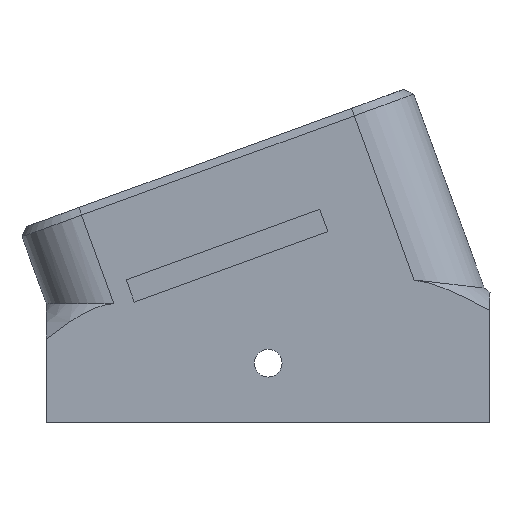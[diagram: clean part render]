
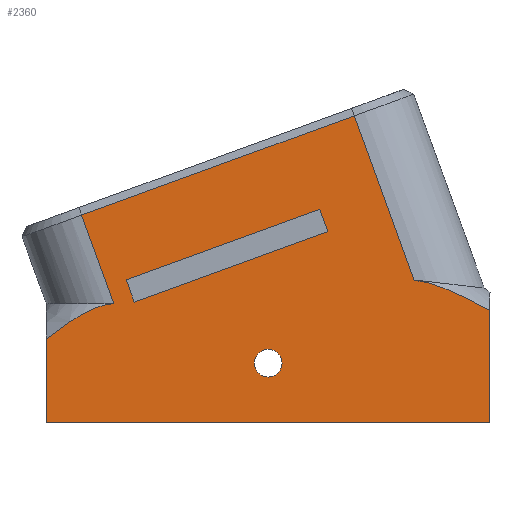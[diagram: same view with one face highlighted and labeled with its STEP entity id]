
A CAD part, left-side view. The second image highlights one B-rep face of the part: STEP entity #2360.
In plain terms, the highlighted planar face has unit normal (-1, 0, 0).
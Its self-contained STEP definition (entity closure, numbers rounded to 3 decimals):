
#1=DIRECTION('',(0.,-1.,0.));
#2=VECTOR('',#1,56.);
#3=CARTESIAN_POINT('',(-60.,28.,0.));
#4=LINE('',#3,#2);
#75=DIRECTION('',(0.,0.342,0.94));
#76=VECTOR('',#75,3.);
#77=CARTESIAN_POINT('',(-60.,-7.533,24.102));
#78=LINE('',#77,#76);
#79=DIRECTION('',(0.,0.94,-0.342));
#80=VECTOR('',#79,26.);
#81=CARTESIAN_POINT('',(-60.,-6.507,26.921));
#82=LINE('',#81,#80);
#83=DIRECTION('',(0.,-0.342,-0.94));
#84=VECTOR('',#83,3.);
#85=CARTESIAN_POINT('',(-60.,17.925,18.028));
#86=LINE('',#85,#84);
#87=DIRECTION('',(0.,-0.94,0.342));
#88=VECTOR('',#87,26.);
#89=CARTESIAN_POINT('',(-60.,16.899,15.209));
#90=LINE('',#89,#88);
#91=CARTESIAN_POINT('',(-60.,19.487,15.));
#92=CARTESIAN_POINT('',(-60.,19.697,15.));
#93=CARTESIAN_POINT('',(-60.,20.132,14.965));
#94=CARTESIAN_POINT('',(-60.,20.84,14.811));
#95=CARTESIAN_POINT('',(-60.,21.577,14.57));
#96=CARTESIAN_POINT('',(-60.,22.348,14.247));
#97=CARTESIAN_POINT('',(-60.,23.152,13.848));
#98=CARTESIAN_POINT('',(-60.,23.983,13.379));
#99=CARTESIAN_POINT('',(-60.,24.809,12.863));
#100=CARTESIAN_POINT('',(-60.,25.616,12.32));
#101=CARTESIAN_POINT('',(-60.,26.413,11.75));
#102=CARTESIAN_POINT('',(-60.,27.205,11.154));
#103=CARTESIAN_POINT('',(-60.,27.735,10.737));
#104=CARTESIAN_POINT('',(-60.,28.,10.525));
#106=DIRECTION('',(0.,-0.342,-0.94));
#107=VECTOR('',#106,11.912);
#108=CARTESIAN_POINT('',(-60.,23.561,26.193));
#109=LINE('',#108,#107);
#110=DIRECTION('',(0.,-0.94,0.342));
#111=VECTOR('',#110,36.623);
#112=CARTESIAN_POINT('',(-60.,23.561,26.193));
#113=LINE('',#112,#111);
#114=DIRECTION('',(0.,0.,1.));
#115=VECTOR('',#114,10.525);
#116=CARTESIAN_POINT('',(-60.,28.,0.));
#117=LINE('',#116,#115);
#118=CARTESIAN_POINT('',(-60.,0.,7.5));
#119=DIRECTION('',(-1.,0.,0.));
#120=DIRECTION('',(0.,-1.,0.));
#121=AXIS2_PLACEMENT_3D('',#118,#119,#120);
#123=CARTESIAN_POINT('',(-60.,0.,7.5));
#124=DIRECTION('',(-1.,0.,0.));
#125=DIRECTION('',(0.,1.,0.));
#126=AXIS2_PLACEMENT_3D('',#123,#124,#125);
#923=DIRECTION('',(0.,0.,1.));
#924=VECTOR('',#923,14.156);
#925=CARTESIAN_POINT('',(-60.,-28.,0.));
#926=LINE('',#925,#924);
#1598=CARTESIAN_POINT('',(-60.,-18.395,
18.));
#1612=DIRECTION('',(0.,-0.342,-0.94));
#1613=VECTOR('',#1612,22.049);
#1614=CARTESIAN_POINT('',(-60.,-10.854,
38.719));
#1615=LINE('',#1614,#1613);
#1631=CARTESIAN_POINT('',(-60.,-28.,14.156));
#1632=CARTESIAN_POINT('',(-60.,-27.417,14.477));
#1633=CARTESIAN_POINT('',(-60.,-26.308,
15.072));
#1634=CARTESIAN_POINT('',(-60.,-24.835,
15.813));
#1635=CARTESIAN_POINT('',(-60.,-23.487,
16.441));
#1636=CARTESIAN_POINT('',(-60.,-22.205,
16.98));
#1637=CARTESIAN_POINT('',(-60.,-20.94,
17.438));
#1638=CARTESIAN_POINT('',(-60.,-19.673,
17.797));
#1639=CARTESIAN_POINT('',(-60.,-18.822,
17.951));
#1640=CARTESIAN_POINT('',(-60.,-18.395,
18.));
#1656=CARTESIAN_POINT('',(-60.,19.487,15.));
#1827=CARTESIAN_POINT('',(-60.,28.,0.));
#1828=CARTESIAN_POINT('',(-60.,-28.,0.));
#1829=VERTEX_POINT('',#1827);
#1830=VERTEX_POINT('',#1828);
#1845=CARTESIAN_POINT('',(-60.,23.561,26.193));
#1846=VERTEX_POINT('',#1845);
#1849=CARTESIAN_POINT('',(-60.,-10.854,
38.719));
#1850=VERTEX_POINT('',#1849);
#1867=VERTEX_POINT('',#1598);
#1875=CARTESIAN_POINT('',(-60.,-28.,14.156));
#1876=VERTEX_POINT('',#1875);
#1884=VERTEX_POINT('',#1656);
#1885=VERTEX_POINT('',#104);
#1940=CARTESIAN_POINT('',(-60.,-7.533,24.102));
#1941=CARTESIAN_POINT('',(-60.,-6.507,26.921));
#1942=VERTEX_POINT('',#1940);
#1943=VERTEX_POINT('',#1941);
#1944=CARTESIAN_POINT('',(-60.,17.925,18.028));
#1945=VERTEX_POINT('',#1944);
#1946=CARTESIAN_POINT('',(-60.,16.899,15.209));
#1947=VERTEX_POINT('',#1946);
#2048=CARTESIAN_POINT('',(-60.,-1.75,7.5));
#2049=CARTESIAN_POINT('',(-60.,1.75,7.5));
#2050=VERTEX_POINT('',#2048);
#2051=VERTEX_POINT('',#2049);
#2322=CARTESIAN_POINT('',(-60.,28.,0.));
#2323=DIRECTION('',(-1.,0.,0.));
#2324=DIRECTION('',(0.,-1.,0.));
#2325=AXIS2_PLACEMENT_3D('',#2322,#2323,#2324);
#2326=PLANE('',#2325);
#2328=ORIENTED_EDGE('',*,*,#2327,.F.);
#2330=ORIENTED_EDGE('',*,*,#2329,.F.);
#2332=ORIENTED_EDGE('',*,*,#2331,.T.);
#2334=ORIENTED_EDGE('',*,*,#2333,.T.);
#2336=ORIENTED_EDGE('',*,*,#2335,.F.);
#2338=ORIENTED_EDGE('',*,*,#2337,.F.);
#2339=ORIENTED_EDGE('',*,*,#2293,.F.);
#2341=ORIENTED_EDGE('',*,*,#2340,.T.);
#2342=EDGE_LOOP('',(#2328,#2330,#2332,#2334,#2336,#2338,#2339,#2341));
#2343=FACE_OUTER_BOUND('',#2342,.F.);
#2345=ORIENTED_EDGE('',*,*,#2344,.T.);
#2347=ORIENTED_EDGE('',*,*,#2346,.T.);
#2349=ORIENTED_EDGE('',*,*,#2348,.T.);
#2351=ORIENTED_EDGE('',*,*,#2350,.T.);
#2352=EDGE_LOOP('',(#2345,#2347,#2349,#2351));
#2353=FACE_BOUND('',#2352,.F.);
#2355=ORIENTED_EDGE('',*,*,#2354,.T.);
#2357=ORIENTED_EDGE('',*,*,#2356,.T.);
#2358=EDGE_LOOP('',(#2355,#2357));
#2359=FACE_BOUND('',#2358,.F.);
#2360=ADVANCED_FACE('',(#2343,#2353,#2359),#2326,.T.);
#105=B_SPLINE_CURVE_WITH_KNOTS('',3,(#91,#92,#93,#94,#95,#96,#97,#98,#99,#100,
#101,#102,#103,#104),.UNSPECIFIED.,.F.,.F.,(4,1,1,1,1,1,1,1,1,1,1,4),(0.,
0.091,0.182,0.273,0.364,
0.455,0.545,0.636,0.727,
0.818,0.909,1.),.UNSPECIFIED.);
#122=CIRCLE('',#121,1.75);
#127=CIRCLE('',#126,1.75);
#1641=B_SPLINE_CURVE_WITH_KNOTS('',3,(#1631,#1632,#1633,#1634,#1635,#1636,#1637,
#1638,#1639,#1640),.UNSPECIFIED.,.F.,.F.,(4,1,1,1,1,1,1,4),(0.,
0.143,0.286,0.429,0.571,
0.714,0.857,1.),.UNSPECIFIED.);
#2293=EDGE_CURVE('',#1829,#1830,#4,.T.);
#2327=EDGE_CURVE('',#1884,#1885,#105,.T.);
#2329=EDGE_CURVE('',#1846,#1884,#109,.T.);
#2331=EDGE_CURVE('',#1846,#1850,#113,.T.);
#2333=EDGE_CURVE('',#1850,#1867,#1615,.T.);
#2335=EDGE_CURVE('',#1876,#1867,#1641,.T.);
#2337=EDGE_CURVE('',#1830,#1876,#926,.T.);
#2340=EDGE_CURVE('',#1829,#1885,#117,.T.);
#2344=EDGE_CURVE('',#1942,#1943,#78,.T.);
#2346=EDGE_CURVE('',#1943,#1945,#82,.T.);
#2348=EDGE_CURVE('',#1945,#1947,#86,.T.);
#2350=EDGE_CURVE('',#1947,#1942,#90,.T.);
#2354=EDGE_CURVE('',#2050,#2051,#122,.T.);
#2356=EDGE_CURVE('',#2051,#2050,#127,.T.);
